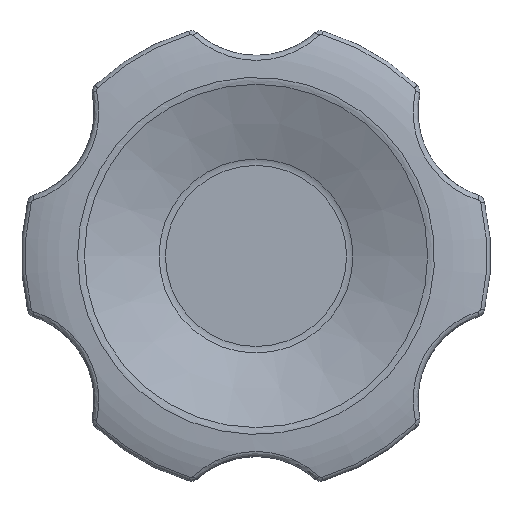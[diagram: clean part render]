
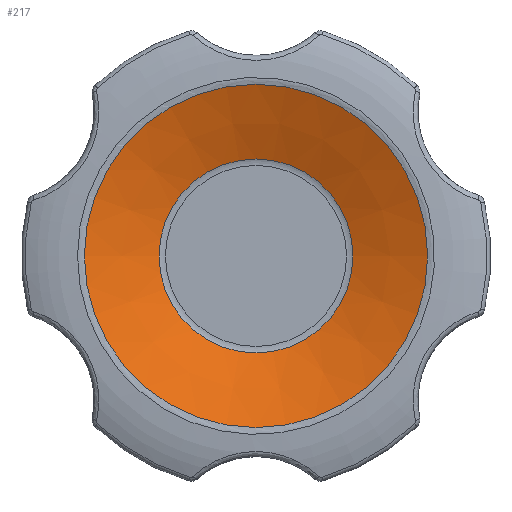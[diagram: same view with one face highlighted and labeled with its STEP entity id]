
A CAD part, top view. The second image highlights one B-rep face of the part: STEP entity #217.
In plain terms, the highlighted conical face has half-angle 68.629 degrees and reference radius 14.9 mm.
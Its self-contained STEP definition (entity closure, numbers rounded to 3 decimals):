
#217 = ADVANCED_FACE( '', ( #472, #473 ), #474, .F. );
#472 = FACE_BOUND( '', #3270, .T. );
#473 = FACE_OUTER_BOUND( '', #3271, .T. );
#474 = CONICAL_SURFACE( '', #3272, 14.9, 1.198 );
#3270 = EDGE_LOOP( '', ( #5720 ) );
#3271 = EDGE_LOOP( '', ( #5721 ) );
#3272 = AXIS2_PLACEMENT_3D( '', #5722, #5723, #5724 );
#5720 = ORIENTED_EDGE( '', *, *, #6164, .T. );
#5721 = ORIENTED_EDGE( '', *, *, #6110, .T. );
#5722 = CARTESIAN_POINT( '', ( 0., 0., 28. ) );
#5723 = DIRECTION( '', ( 0., 0., 1. ) );
#5724 = DIRECTION( '', ( 1., 0., 0. ) );
#6110 = EDGE_CURVE( '', #6478, #6478, #6479, .F. );
#6164 = EDGE_CURVE( '', #6542, #6542, #6543, .F. );
#6478 = VERTEX_POINT( '', #8885 );
#6479 = CIRCLE( '', #8886, 14.628 );
#6542 = VERTEX_POINT( '', #9135 );
#6543 = CIRCLE( '', #9136, 8.264 );
#8885 = CARTESIAN_POINT( '', ( -14.628, 0., 27.894 ) );
#8886 = AXIS2_PLACEMENT_3D( '', #9613, #9614, #9615 );
#9135 = CARTESIAN_POINT( '', ( 8.264, 0., 25.403 ) );
#9136 = AXIS2_PLACEMENT_3D( '', #9677, #9678, #9679 );
#9613 = CARTESIAN_POINT( '', ( 0., 0., 27.894 ) );
#9614 = DIRECTION( '', ( 0., 0., -1. ) );
#9615 = DIRECTION( '', ( -1., 0., 0. ) );
#9677 = CARTESIAN_POINT( '', ( 0., 0., 25.403 ) );
#9678 = DIRECTION( '', ( 0., 0., 1. ) );
#9679 = DIRECTION( '', ( 1., 0., 0. ) );
